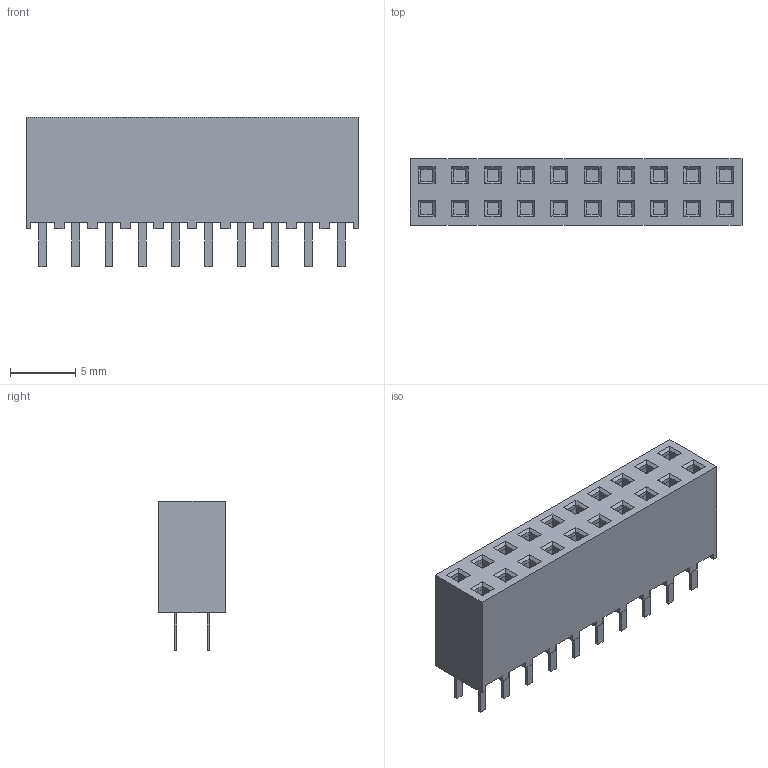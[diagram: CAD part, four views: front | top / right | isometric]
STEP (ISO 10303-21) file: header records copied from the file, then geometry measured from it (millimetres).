
FILE_DESCRIPTION((''),'2;1');
FILE_NAME('FCI_87606-310LF.stp','2012-11-07T16:27:52',(''),(''),'Mechanical Desktop 2011','Mechanical Desktop 2011',', , ');
FILE_SCHEMA(('AUTOMOTIVE_DESIGN { 1 2 10303 214 1 1 1 1 }'));
Length unit declared in the file: millimetre
Products named in the file (1): Product
Bounding box: 25.4 x 5.08 x 11.4 mm (x, y, z)
Volume: 618.2 mm3; surface area: 2362.2 mm2
Topology: 42 solids, 42 shells, 592 faces, 1424 edges, 896 vertices
Faces by surface type: plane 586, bspline 6
Entity records: 16806 total; most frequent: CARTESIAN_POINT 2931, ORIENTED_EDGE 2848, DIRECTION 2598, VECTOR 1424, LINE 1424, EDGE_CURVE 1424, VERTEX_POINT 896, EDGE_LOOP 652
